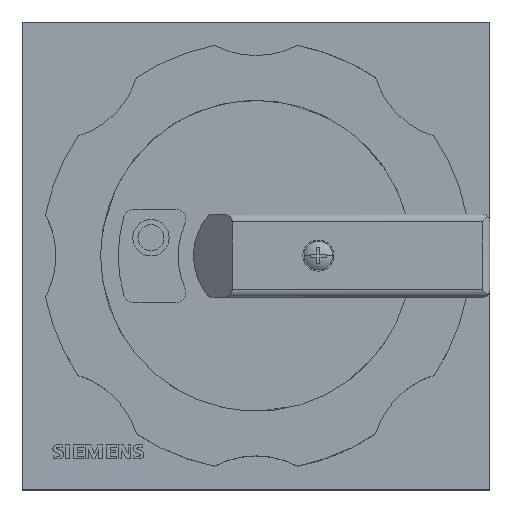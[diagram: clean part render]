
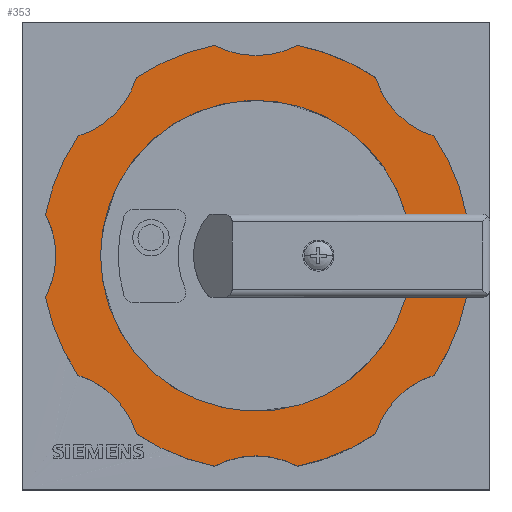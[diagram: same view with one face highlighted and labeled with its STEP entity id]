
A CAD part, top view. The second image highlights one B-rep face of the part: STEP entity #353.
In plain terms, the highlighted planar face has unit normal (0, 0, 1).
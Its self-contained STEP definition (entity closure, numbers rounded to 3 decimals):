
#353=ADVANCED_FACE('',(#789),#790,.T.);
#789=FACE_OUTER_BOUND('',#1310,.T.);
#790=PLANE('',#1311);
#1310=EDGE_LOOP('',(#2433,#2434,#2435,#2436,#2437,#2438,#2439,#2440,#2441,#2442,#2443,#2444,#2445,#2446,#2447,#2448,#2449,#2450,#2451,#2452,#2453,#2454,#2455,#2456,#2457,#2458));
#1311=AXIS2_PLACEMENT_3D('',#2459,#2460,#2461);
#2433=ORIENTED_EDGE('',*,*,#3560,.T.);
#2434=ORIENTED_EDGE('',*,*,#3370,.T.);
#2435=ORIENTED_EDGE('',*,*,#3756,.T.);
#2436=ORIENTED_EDGE('',*,*,#3651,.T.);
#2437=ORIENTED_EDGE('',*,*,#3658,.T.);
#2438=ORIENTED_EDGE('',*,*,#3757,.T.);
#2439=ORIENTED_EDGE('',*,*,#3388,.T.);
#2440=ORIENTED_EDGE('',*,*,#3758,.T.);
#2441=ORIENTED_EDGE('',*,*,#3759,.T.);
#2442=ORIENTED_EDGE('',*,*,#3393,.T.);
#2443=ORIENTED_EDGE('',*,*,#3760,.T.);
#2444=ORIENTED_EDGE('',*,*,#3753,.T.);
#2445=ORIENTED_EDGE('',*,*,#3398,.T.);
#2446=ORIENTED_EDGE('',*,*,#3751,.T.);
#2447=ORIENTED_EDGE('',*,*,#3733,.T.);
#2448=ORIENTED_EDGE('',*,*,#3405,.T.);
#2449=ORIENTED_EDGE('',*,*,#3731,.T.);
#2450=ORIENTED_EDGE('',*,*,#3728,.T.);
#2451=ORIENTED_EDGE('',*,*,#3410,.T.);
#2452=ORIENTED_EDGE('',*,*,#3726,.T.);
#2453=ORIENTED_EDGE('',*,*,#3716,.T.);
#2454=ORIENTED_EDGE('',*,*,#3415,.T.);
#2455=ORIENTED_EDGE('',*,*,#3710,.T.);
#2456=ORIENTED_EDGE('',*,*,#3707,.T.);
#2457=ORIENTED_EDGE('',*,*,#3420,.T.);
#2458=ORIENTED_EDGE('',*,*,#3761,.T.);
#2459=CARTESIAN_POINT('',(1.772,1.772,1.61));
#2460=DIRECTION('',(0.0,0.0,1.0));
#2461=DIRECTION('',(1.0,0.0,0.0));
#3370=EDGE_CURVE('',#4124,#4121,#4125,.T.);
#3388=EDGE_CURVE('',#4149,#4157,#4159,.T.);
#3393=EDGE_CURVE('',#4162,#4166,#4168,.T.);
#3398=EDGE_CURVE('',#4171,#4175,#4177,.T.);
#3405=EDGE_CURVE('',#4180,#4188,#4190,.T.);
#3410=EDGE_CURVE('',#4193,#4197,#4199,.T.);
#3415=EDGE_CURVE('',#4202,#4206,#4208,.T.);
#3420=EDGE_CURVE('',#4211,#4215,#4217,.T.);
#3560=EDGE_CURVE('',#4447,#4124,#4448,.T.);
#3651=EDGE_CURVE('',#4575,#4573,#4576,.T.);
#3658=EDGE_CURVE('',#4573,#4582,#4584,.T.);
#3707=EDGE_CURVE('',#4666,#4211,#4667,.T.);
#3710=EDGE_CURVE('',#4206,#4666,#4670,.T.);
#3716=EDGE_CURVE('',#4679,#4202,#4680,.T.);
#3726=EDGE_CURVE('',#4197,#4679,#4692,.T.);
#3728=EDGE_CURVE('',#4694,#4193,#4695,.T.);
#3731=EDGE_CURVE('',#4188,#4694,#4698,.T.);
#3733=EDGE_CURVE('',#4700,#4180,#4701,.T.);
#3751=EDGE_CURVE('',#4175,#4700,#4725,.T.);
#3753=EDGE_CURVE('',#4727,#4171,#4728,.T.);
#3756=EDGE_CURVE('',#4121,#4575,#4731,.T.);
#3757=EDGE_CURVE('',#4582,#4149,#4732,.T.);
#3758=EDGE_CURVE('',#4157,#4733,#4734,.T.);
#3759=EDGE_CURVE('',#4733,#4162,#4735,.T.);
#3760=EDGE_CURVE('',#4166,#4727,#4736,.T.);
#3761=EDGE_CURVE('',#4215,#4447,#4737,.T.);
#4121=VERTEX_POINT('',#5308);
#4124=VERTEX_POINT('',#5312);
#4125=CIRCLE('',#5313,1.177);
#4149=VERTEX_POINT('',#5364);
#4157=VERTEX_POINT('',#5379);
#4159=CIRCLE('',#5382,0.669);
#4162=VERTEX_POINT('',#5385);
#4166=VERTEX_POINT('',#5390);
#4168=CIRCLE('',#5393,0.669);
#4171=VERTEX_POINT('',#5396);
#4175=VERTEX_POINT('',#5401);
#4177=CIRCLE('',#5404,0.669);
#4180=VERTEX_POINT('',#5407);
#4188=VERTEX_POINT('',#5422);
#4190=CIRCLE('',#5425,0.669);
#4193=VERTEX_POINT('',#5428);
#4197=VERTEX_POINT('',#5433);
#4199=CIRCLE('',#5436,0.669);
#4202=VERTEX_POINT('',#5439);
#4206=VERTEX_POINT('',#5444);
#4208=CIRCLE('',#5447,0.669);
#4211=VERTEX_POINT('',#5450);
#4215=VERTEX_POINT('',#5455);
#4217=CIRCLE('',#5458,0.669);
#4447=VERTEX_POINT('',#5789);
#4448=LINE('',#5790,#5791);
#4573=VERTEX_POINT('',#5956);
#4575=VERTEX_POINT('',#5959);
#4576=LINE('',#5960,#5961);
#4582=VERTEX_POINT('',#5969);
#4584=CIRCLE('',#5972,1.624);
#4666=VERTEX_POINT('',#6107);
#4667=CIRCLE('',#6108,0.669);
#4670=CIRCLE('',#6112,1.624);
#4679=VERTEX_POINT('',#6132);
#4680=CIRCLE('',#6133,0.669);
#4692=CIRCLE('',#6148,1.624);
#4694=VERTEX_POINT('',#6150);
#4695=CIRCLE('',#6151,0.669);
#4698=CIRCLE('',#6155,1.624);
#4700=VERTEX_POINT('',#6157);
#4701=CIRCLE('',#6158,0.669);
#4725=CIRCLE('',#6193,1.624);
#4727=VERTEX_POINT('',#6195);
#4728=CIRCLE('',#6196,0.669);
#4731=CIRCLE('',#6200,1.177);
#4732=CIRCLE('',#6201,0.669);
#4733=VERTEX_POINT('',#6202);
#4734=CIRCLE('',#6203,1.624);
#4735=CIRCLE('',#6204,0.669);
#4736=CIRCLE('',#6205,1.624);
#4737=CIRCLE('',#6206,1.624);
#5308=CARTESIAN_POINT('',(0.594,1.772,1.61));
#5312=CARTESIAN_POINT('',(2.906,1.457,1.61));
#5313=AXIS2_PLACEMENT_3D('',#6891,#6892,#6893);
#5364=CARTESIAN_POINT('',(2.843,2.843,1.61));
#5379=CARTESIAN_POINT('',(2.677,3.12,1.61));
#5382=AXIS2_PLACEMENT_3D('',#6910,#6911,#6912);
#5385=CARTESIAN_POINT('',(1.772,3.287,1.61));
#5390=CARTESIAN_POINT('',(1.458,3.365,1.61));
#5393=AXIS2_PLACEMENT_3D('',#6918,#6919,#6920);
#5396=CARTESIAN_POINT('',(0.7,2.843,1.61));
#5401=CARTESIAN_POINT('',(0.423,2.677,1.61));
#5404=AXIS2_PLACEMENT_3D('',#6926,#6927,#6928);
#5407=CARTESIAN_POINT('',(0.256,1.772,1.61));
#5422=CARTESIAN_POINT('',(0.178,1.458,1.61));
#5425=AXIS2_PLACEMENT_3D('',#6935,#6936,#6937);
#5428=CARTESIAN_POINT('',(0.7,0.7,1.61));
#5433=CARTESIAN_POINT('',(0.866,0.423,1.61));
#5436=AXIS2_PLACEMENT_3D('',#6943,#6944,#6945);
#5439=CARTESIAN_POINT('',(1.772,0.256,1.61));
#5444=CARTESIAN_POINT('',(2.085,0.178,1.61));
#5447=AXIS2_PLACEMENT_3D('',#6951,#6952,#6953);
#5450=CARTESIAN_POINT('',(2.843,0.7,1.61));
#5455=CARTESIAN_POINT('',(3.12,0.866,1.61));
#5458=AXIS2_PLACEMENT_3D('',#6959,#6960,#6961);
#5789=CARTESIAN_POINT('',(3.365,1.457,1.61));
#5790=CARTESIAN_POINT('',(2.628,1.457,1.61));
#5791=VECTOR('',#7155,1.0);
#5956=CARTESIAN_POINT('',(3.365,2.087,1.61));
#5959=CARTESIAN_POINT('',(2.906,2.087,1.61));
#5960=CARTESIAN_POINT('',(1.609,2.087,1.61));
#5961=VECTOR('',#7266,1.0);
#5969=CARTESIAN_POINT('',(3.12,2.677,1.61));
#5972=AXIS2_PLACEMENT_3D('',#7270,#7271,#7272);
#6107=CARTESIAN_POINT('',(2.677,0.423,1.61));
#6108=AXIS2_PLACEMENT_3D('',#7349,#7350,#7351);
#6112=AXIS2_PLACEMENT_3D('',#7353,#7354,#7355);
#6132=CARTESIAN_POINT('',(1.458,0.178,1.61));
#6133=AXIS2_PLACEMENT_3D('',#7361,#7362,#7363);
#6148=AXIS2_PLACEMENT_3D('',#7379,#7380,#7381);
#6150=CARTESIAN_POINT('',(0.423,0.866,1.61));
#6151=AXIS2_PLACEMENT_3D('',#7382,#7383,#7384);
#6155=AXIS2_PLACEMENT_3D('',#7386,#7387,#7388);
#6157=CARTESIAN_POINT('',(0.178,2.085,1.61));
#6158=AXIS2_PLACEMENT_3D('',#7389,#7390,#7391);
#6193=AXIS2_PLACEMENT_3D('',#7416,#7417,#7418);
#6195=CARTESIAN_POINT('',(0.866,3.12,1.61));
#6196=AXIS2_PLACEMENT_3D('',#7419,#7420,#7421);
#6200=AXIS2_PLACEMENT_3D('',#7423,#7424,#7425);
#6201=AXIS2_PLACEMENT_3D('',#7426,#7427,#7428);
#6202=CARTESIAN_POINT('',(2.085,3.365,1.61));
#6203=AXIS2_PLACEMENT_3D('',#7429,#7430,#7431);
#6204=AXIS2_PLACEMENT_3D('',#7432,#7433,#7434);
#6205=AXIS2_PLACEMENT_3D('',#7435,#7436,#7437);
#6206=AXIS2_PLACEMENT_3D('',#7438,#7439,#7440);
#6891=CARTESIAN_POINT('',(1.772,1.772,1.61));
#6892=DIRECTION('',(0.0,0.0,-1.0));
#6893=DIRECTION('',(1.0,0.0,0.0));
#6910=CARTESIAN_POINT('',(3.317,3.317,1.61));
#6911=DIRECTION('',(0.0,0.0,-1.0));
#6912=DIRECTION('',(0.707,0.707,0.0));
#6918=CARTESIAN_POINT('',(1.772,3.957,1.61));
#6919=DIRECTION('',(0.0,0.0,-1.0));
#6920=DIRECTION('',(0.0,1.0,0.0));
#6926=CARTESIAN_POINT('',(0.227,3.317,1.61));
#6927=DIRECTION('',(0.0,0.0,-1.0));
#6928=DIRECTION('',(-0.707,0.707,0.0));
#6935=CARTESIAN_POINT('',(-0.413,1.772,1.61));
#6936=DIRECTION('',(0.0,0.0,-1.0));
#6937=DIRECTION('',(-1.0,0.0,0.0));
#6943=CARTESIAN_POINT('',(0.227,0.227,1.61));
#6944=DIRECTION('',(-0.0,0.0,-1.0));
#6945=DIRECTION('',(-0.707,-0.707,0.0));
#6951=CARTESIAN_POINT('',(1.772,-0.413,1.61));
#6952=DIRECTION('',(0.0,0.0,-1.0));
#6953=DIRECTION('',(0.0,-1.0,0.0));
#6959=CARTESIAN_POINT('',(3.317,0.227,1.61));
#6960=DIRECTION('',(0.0,0.0,-1.0));
#6961=DIRECTION('',(0.707,-0.707,0.0));
#7155=DIRECTION('',(-1.0,0.0,0.0));
#7266=DIRECTION('',(1.0,0.0,0.0));
#7270=CARTESIAN_POINT('',(1.772,1.772,1.61));
#7271=DIRECTION('',(0.0,0.0,1.0));
#7272=DIRECTION('',(1.0,0.0,0.0));
#7349=CARTESIAN_POINT('',(3.317,0.227,1.61));
#7350=DIRECTION('',(0.0,0.0,-1.0));
#7351=DIRECTION('',(0.707,-0.707,0.0));
#7353=CARTESIAN_POINT('',(1.772,1.772,1.61));
#7354=DIRECTION('',(0.0,0.0,1.0));
#7355=DIRECTION('',(1.0,0.0,0.0));
#7361=CARTESIAN_POINT('',(1.772,-0.413,1.61));
#7362=DIRECTION('',(0.0,0.0,-1.0));
#7363=DIRECTION('',(0.0,-1.0,0.0));
#7379=CARTESIAN_POINT('',(1.772,1.772,1.61));
#7380=DIRECTION('',(0.0,0.0,1.0));
#7381=DIRECTION('',(1.0,0.0,0.0));
#7382=CARTESIAN_POINT('',(0.227,0.227,1.61));
#7383=DIRECTION('',(-0.0,0.0,-1.0));
#7384=DIRECTION('',(-0.707,-0.707,0.0));
#7386=CARTESIAN_POINT('',(1.772,1.772,1.61));
#7387=DIRECTION('',(0.0,0.0,1.0));
#7388=DIRECTION('',(1.0,0.0,0.0));
#7389=CARTESIAN_POINT('',(-0.413,1.772,1.61));
#7390=DIRECTION('',(0.0,0.0,-1.0));
#7391=DIRECTION('',(-1.0,0.0,0.0));
#7416=CARTESIAN_POINT('',(1.772,1.772,1.61));
#7417=DIRECTION('',(0.0,0.0,1.0));
#7418=DIRECTION('',(1.0,0.0,0.0));
#7419=CARTESIAN_POINT('',(0.227,3.317,1.61));
#7420=DIRECTION('',(0.0,0.0,-1.0));
#7421=DIRECTION('',(-0.707,0.707,0.0));
#7423=CARTESIAN_POINT('',(1.772,1.772,1.61));
#7424=DIRECTION('',(0.0,0.0,-1.0));
#7425=DIRECTION('',(1.0,0.0,0.0));
#7426=CARTESIAN_POINT('',(3.317,3.317,1.61));
#7427=DIRECTION('',(0.0,0.0,-1.0));
#7428=DIRECTION('',(0.707,0.707,0.0));
#7429=CARTESIAN_POINT('',(1.772,1.772,1.61));
#7430=DIRECTION('',(0.0,0.0,1.0));
#7431=DIRECTION('',(1.0,0.0,0.0));
#7432=CARTESIAN_POINT('',(1.772,3.957,1.61));
#7433=DIRECTION('',(0.0,0.0,-1.0));
#7434=DIRECTION('',(0.0,1.0,0.0));
#7435=CARTESIAN_POINT('',(1.772,1.772,1.61));
#7436=DIRECTION('',(0.0,0.0,1.0));
#7437=DIRECTION('',(1.0,0.0,0.0));
#7438=CARTESIAN_POINT('',(1.772,1.772,1.61));
#7439=DIRECTION('',(0.0,0.0,1.0));
#7440=DIRECTION('',(1.0,0.0,0.0));
